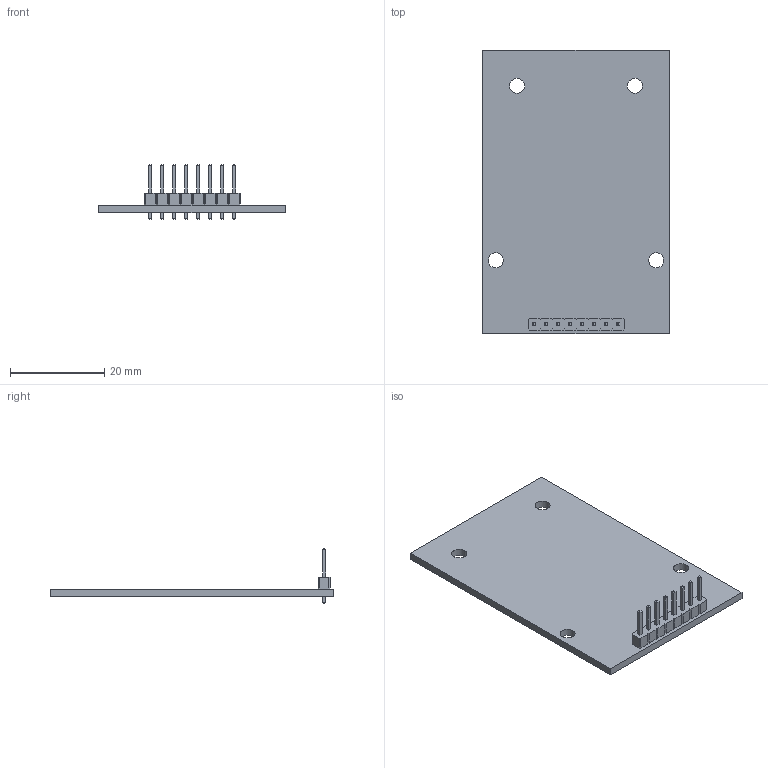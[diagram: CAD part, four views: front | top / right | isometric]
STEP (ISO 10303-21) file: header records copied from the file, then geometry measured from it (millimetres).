
FILE_DESCRIPTION(('KiCad electronic assembly'),'2;1');
FILE_NAME('RFID-RC522-Inverted.step','2021-08-03T22:32:22',('An Author') ,('A Company'),'Open CASCADE STEP processor 7.5', 'KiCad to STEP converter','Unknown');
FILE_SCHEMA(('AUTOMOTIVE_DESIGN { 1 0 10303 214 1 1 1 1 }'));
Length unit declared in the file: millimetre
Products named in the file (4): Open CASCADE STEP translator 7.5 1; PinHeader_1x08_P2.54mm_Vertical; SOLID; COMPOUND
Assembly tree (3 placements, depth 3):
  Open CASCADE STEP translator 7.5 1
    PinHeader_1x08_P2.54mm_Vertical
      SOLID
    COMPOUND
Bounding box: 39.5 x 60 x 11.54 mm (x, y, z)
Volume: 3888 mm3; surface area: 5489.1 mm2
Topology: 2 solids, 2 shells, 214 faces, 518 edges, 324 vertices
Faces by surface type: plane 202, cylinder 12
Full cylindrical faces by diameter (mm): 1 x8, 3.2 x4
Entity records: 14292 total; most frequent: CARTESIAN_POINT 2096, DIRECTION 2014, LINE 1506, VECTOR 1506, ORIENTED_EDGE 1036, PCURVE 1036, DEFINITIONAL_REPRESENTATION 1036, EDGE_CURVE 518
